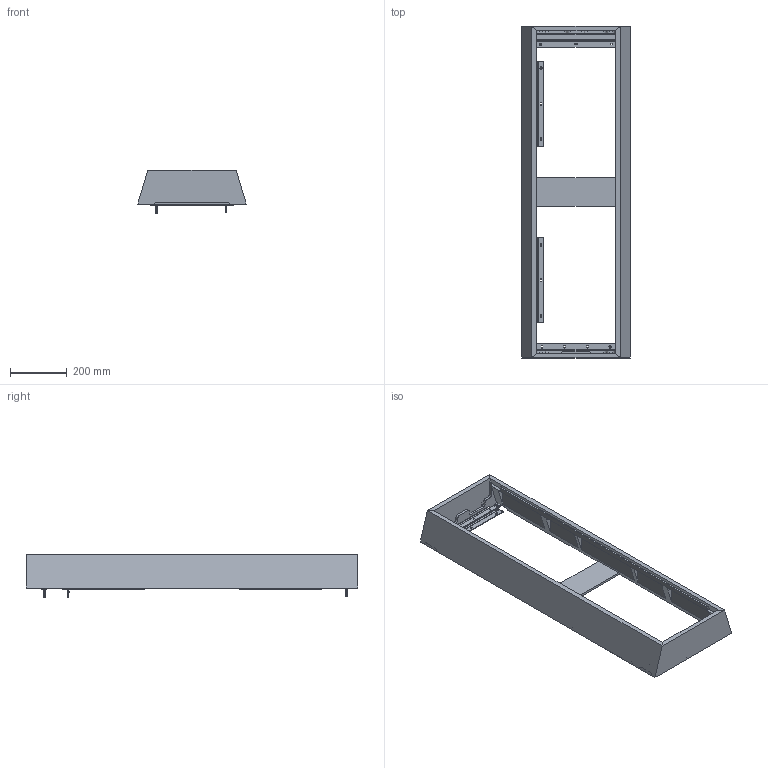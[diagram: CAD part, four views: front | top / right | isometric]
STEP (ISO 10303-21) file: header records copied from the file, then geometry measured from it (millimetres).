
FILE_DESCRIPTION (( 'STEP AP214' ), '1' );
FILE_NAME ('ON WALL FRAME IWLCR UTOPIA.STEP', '2024-11-13T14:50:21', ( '' ), ( '' ), 'SwSTEP 2.0', 'SolidWorks 2022', '' );
FILE_SCHEMA (( 'AUTOMOTIVE_DESIGN' ));
Length unit declared in the file: millimetre
Products named in the file (1): ON WALL FRAME IWLCR UTOPIA
Bounding box: 382 x 1168.5 x 151.4 mm (x, y, z)
Volume: 6848029.9 mm3; surface area: 1452712.3 mm2
Topology: 34 solids, 34 shells, 1850 faces, 5151 edges, 3400 vertices
Faces by surface type: plane 896, cylinder 755, cone 137, bspline 36, sphere 18, torus 8
Entity records: 95131 total; most frequent: CARTESIAN_POINT 28330, ORIENTED_EDGE 10158, DIRECTION 9047, EDGE_CURVE 5079, VERTEX_POINT 3400, AXIS2_PLACEMENT_3D 3065, VECTOR 2917, LINE 2917
